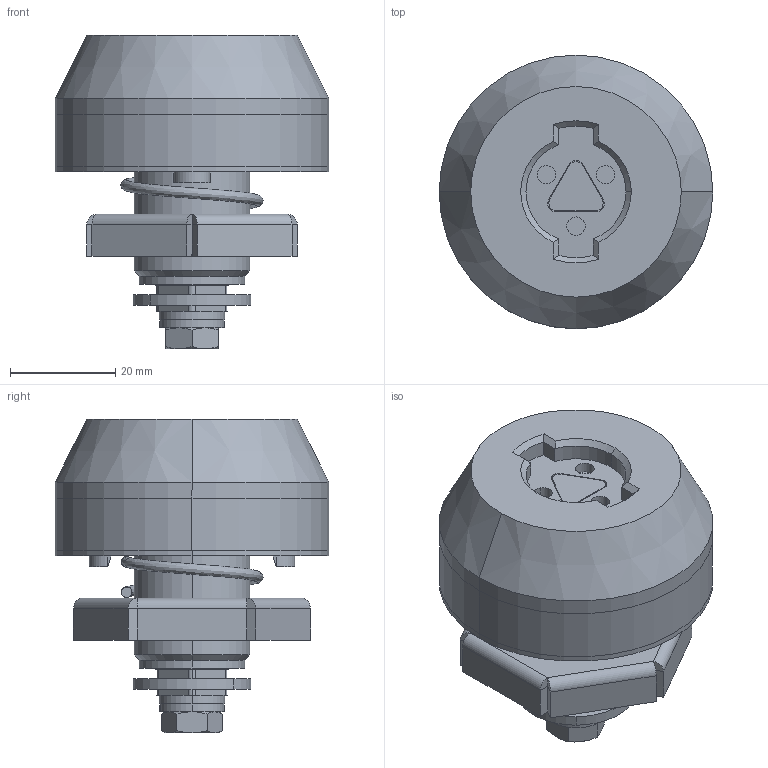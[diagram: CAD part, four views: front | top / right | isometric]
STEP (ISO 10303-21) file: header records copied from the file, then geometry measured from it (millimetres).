
FILE_DESCRIPTION (( 'STEP AP203' ), '1' );
FILE_NAME ('A-1326-3.STEP', '2019-12-04T06:49:18', ( '' ), ( '' ), 'SwSTEP 2.0', 'SolidWorks 2014', '' );
FILE_SCHEMA (( 'CONFIG_CONTROL_DESIGN' ));
Length unit declared in the file: millimetre
Products named in the file (12): A-1326-3_角ワッシャー_; A-1326-3_シャッター_; A-1326-3_リングワッシャー_; A-1326-3_受座_; A-1326-3_シャフト_; A-1326-3_六角穴付ボルト_内径基準ver1.01__M3x10六角穴付ボルト(SUS); A-1326-3_スペーサー_; A-1326-3_防水パッキン_; A-1326-3_六角ナット_; A-1326-3_ハウジング_; A-1326-3; A-1326-3_六角ボルト_内径基準ver1.03__M6x14十字穴付六角ボルト(SUS)ダブルセムス(P3)
Assembly tree (13 placements, depth 2):
  A-1326-3
    A-1326-3_ハウジング_
    A-1326-3_受座_
    A-1326-3_シャフト_
    A-1326-3_シャッター_
    A-1326-3_スペーサー_
    A-1326-3_六角穴付ボルト_内径基準ver1.01__M3x10六角穴付ボルト(SUS)  x3
    A-1326-3_防水パッキン_
    A-1326-3_六角ナット_
    A-1326-3_角ワッシャー_
    A-1326-3_リングワッシャー_
    A-1326-3_六角ボルト_内径基準ver1.03__M6x14十字穴付六角ボルト(SUS)ダブルセムス(P3)
Bounding box: 52 x 52 x 59.6 mm (x, y, z)
Volume: 51931.9 mm3; surface area: 31567.9 mm2
Topology: 13 solids, 13 shells, 373 faces, 835 edges, 522 vertices
Faces by surface type: plane 192, cylinder 136, cone 43, bspline 2
Entity records: 11320 total; most frequent: CARTESIAN_POINT 2272, DIRECTION 1706, ORIENTED_EDGE 1514, EDGE_CURVE 757, AXIS2_PLACEMENT_3D 644, VERTEX_POINT 474, LINE 418, VECTOR 418
